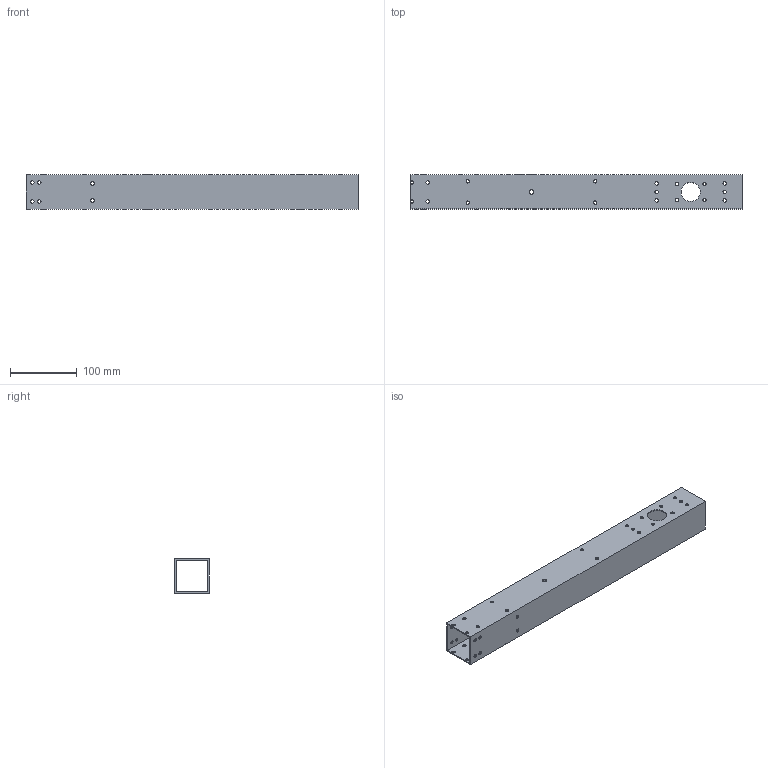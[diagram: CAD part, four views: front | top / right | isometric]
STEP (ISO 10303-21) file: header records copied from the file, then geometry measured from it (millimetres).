
FILE_DESCRIPTION (( 'STEP AP203' ), '1' );
FILE_NAME ('4400-23-P-0401 (1 Pieza) MS.STEP', '2023-02-25T04:44:06', ( '' ), ( '' ), 'SwSTEP 2.0', 'SolidWorks 2022', '' );
FILE_SCHEMA (( 'CONFIG_CONTROL_DESIGN' ));
Length unit declared in the file: inch
Products named in the file (1): 4400-23-P-0401 (1 Pieza) MS
Bounding box: 495.76 x 50.8 x 50.8 mm (x, y, z)
Volume: 150343.7 mm3; surface area: 191810.4 mm2
Topology: 1 solids, 1 shells, 124 faces, 366 edges, 244 vertices
Faces by surface type: cylinder 114, plane 10
Entity records: 4589 total; most frequent: DIRECTION 844, CARTESIAN_POINT 735, ORIENTED_EDGE 732, EDGE_CURVE 366, AXIS2_PLACEMENT_3D 353, VERTEX_POINT 244, EDGE_LOOP 240, CIRCLE 228
